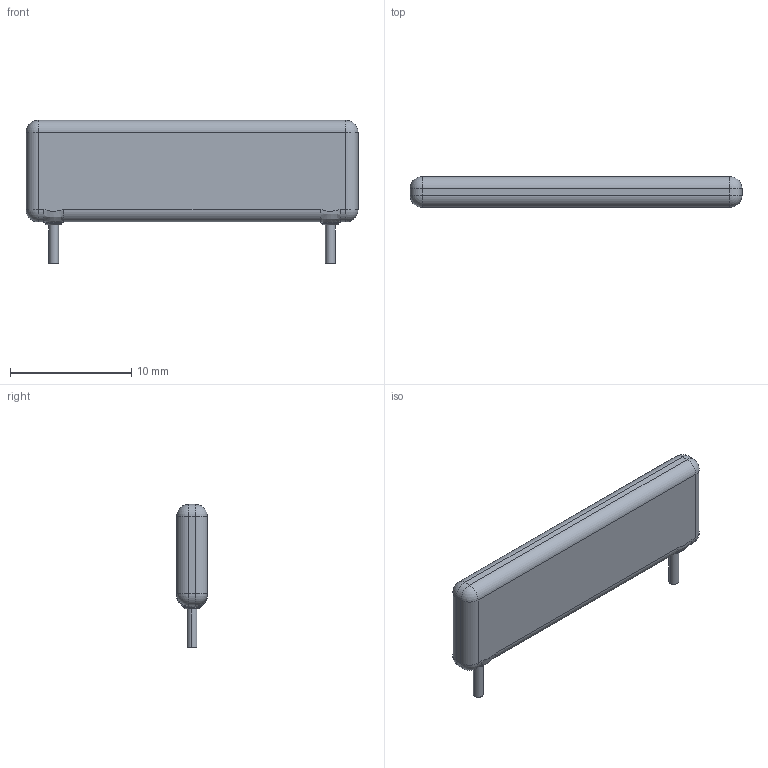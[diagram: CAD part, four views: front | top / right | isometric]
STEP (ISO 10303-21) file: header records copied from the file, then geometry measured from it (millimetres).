
FILE_DESCRIPTION((''),'2;1');
FILE_NAME('RES_OHMITE_SM10403.stp','2013-11-11T10:10:02',(''),(''),'Mechanical Desktop 2011','Mechanical Desktop 2011',', , ');
FILE_SCHEMA(('AUTOMOTIVE_DESIGN { 1 2 10303 214 1 1 1 1 }'));
Length unit declared in the file: millimetre
Products named in the file (1): Product
Bounding box: 27.43 x 2.54 x 11.84 mm (x, y, z)
Volume: 557.4 mm3; surface area: 595 mm2
Topology: 3 solids, 3 shells, 52 faces, 114 edges, 60 vertices
Faces by surface type: cylinder 20, bspline 14, sphere 8, plane 6, torus 4
Entity records: 3106 total; most frequent: CARTESIAN_POINT 2013, DIRECTION 214, ORIENTED_EDGE 212, EDGE_CURVE 106, AXIS2_PLACEMENT_3D 89, VERTEX_POINT 60, EDGE_LOOP 52, FACE_OUTER_BOUND 52
